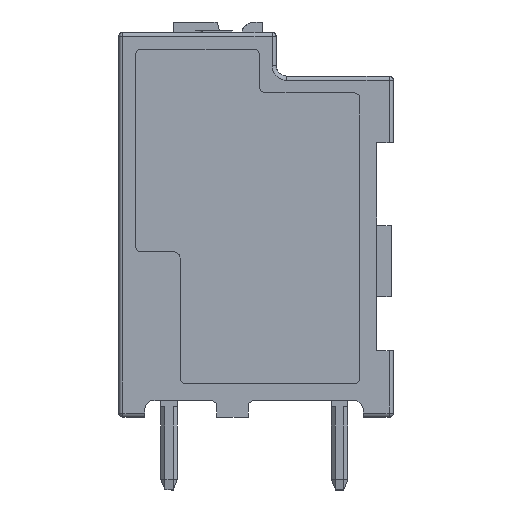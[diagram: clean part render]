
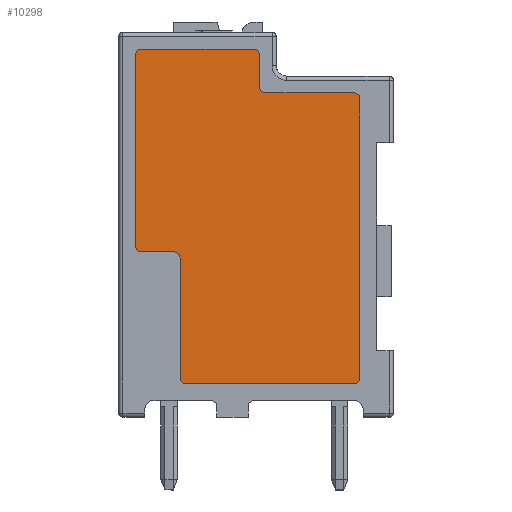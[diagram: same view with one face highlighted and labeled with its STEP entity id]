
A CAD part, left-side view. The second image highlights one B-rep face of the part: STEP entity #10298.
In plain terms, the highlighted planar face has unit normal (-1, 0, 0).
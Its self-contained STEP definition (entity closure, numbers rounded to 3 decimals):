
#86=AXIS2_PLACEMENT_3D('Circle Axis2P3D',#84,#85,$) ;
#191=AXIS2_PLACEMENT_3D('Circle Axis2P3D',#189,#190,$) ;
#273=AXIS2_PLACEMENT_3D('Circle Axis2P3D',#271,#272,$) ;
#10090=AXIS2_PLACEMENT_3D('Circle Axis2P3D',#10088,#10089,$) ;
#10140=AXIS2_PLACEMENT_3D('Circle Axis2P3D',#10138,#10139,$) ;
#10208=AXIS2_PLACEMENT_3D('Circle Axis2P3D',#10206,#10207,$) ;
#10226=AXIS2_PLACEMENT_3D('Circle Axis2P3D',#10224,#10225,$) ;
#10264=AXIS2_PLACEMENT_3D('Circle Axis2P3D',#10262,#10263,$) ;
#10278=AXIS2_PLACEMENT_3D('Plane Axis2P3D',#10275,#10276,#10277) ;
#40=CARTESIAN_POINT('Vertex',(0.8,12.4,11.75)) ;
#45=CARTESIAN_POINT('Line Origine',(0.8,12.4,16.325)) ;
#49=CARTESIAN_POINT('Vertex',(0.8,12.4,20.9)) ;
#84=CARTESIAN_POINT('Axis2P3D Location',(0.8,12.1,11.75)) ;
#88=CARTESIAN_POINT('Vertex',(0.8,12.1,11.45)) ;
#116=CARTESIAN_POINT('Line Origine',(0.8,11.325,11.45)) ;
#120=CARTESIAN_POINT('Vertex',(0.8,10.55,11.45)) ;
#148=CARTESIAN_POINT('Line Origine',(0.8,10.25,8.275)) ;
#152=CARTESIAN_POINT('Vertex',(0.8,10.25,11.15)) ;
#154=CARTESIAN_POINT('Vertex',(0.8,10.25,5.4)) ;
#189=CARTESIAN_POINT('Axis2P3D Location',(0.8,9.95,5.4)) ;
#193=CARTESIAN_POINT('Vertex',(0.8,9.95,5.1)) ;
#227=CARTESIAN_POINT('Vertex',(0.8,1.6,5.4)) ;
#241=CARTESIAN_POINT('Vertex',(0.8,1.6,18.8)) ;
#244=CARTESIAN_POINT('Line Origine',(0.8,1.6,12.1)) ;
#268=CARTESIAN_POINT('Vertex',(0.8,6.43,19.4)) ;
#271=CARTESIAN_POINT('Axis2P3D Location',(0.8,6.13,19.4)) ;
#275=CARTESIAN_POINT('Vertex',(0.8,6.13,19.1)) ;
#10088=CARTESIAN_POINT('Axis2P3D Location',(0.8,12.1,20.9)) ;
#10092=CARTESIAN_POINT('Vertex',(0.8,12.1,21.2)) ;
#10113=CARTESIAN_POINT('Line Origine',(0.8,9.415,21.2)) ;
#10117=CARTESIAN_POINT('Vertex',(0.8,6.73,21.2)) ;
#10138=CARTESIAN_POINT('Axis2P3D Location',(0.8,6.73,20.9)) ;
#10142=CARTESIAN_POINT('Vertex',(0.8,6.43,20.9)) ;
#10163=CARTESIAN_POINT('Line Origine',(0.8,6.43,20.15)) ;
#10181=CARTESIAN_POINT('Line Origine',(0.8,4.015,19.1)) ;
#10185=CARTESIAN_POINT('Vertex',(0.8,1.9,19.1)) ;
#10206=CARTESIAN_POINT('Axis2P3D Location',(0.8,1.9,18.8)) ;
#10224=CARTESIAN_POINT('Axis2P3D Location',(0.8,1.9,5.4)) ;
#10228=CARTESIAN_POINT('Vertex',(0.8,1.9,5.1)) ;
#10244=CARTESIAN_POINT('Line Origine',(0.8,5.925,5.1)) ;
#10262=CARTESIAN_POINT('Axis2P3D Location',(0.8,10.55,11.15)) ;
#10275=CARTESIAN_POINT('Axis2P3D Location',(0.8,21.33,-6.45)) ;
#46=DIRECTION('Vector Direction',(0.,0.,-1.)) ;
#85=DIRECTION('Axis2P3D Direction',(-1.,0.,0.)) ;
#117=DIRECTION('Vector Direction',(0.,-1.,0.)) ;
#149=DIRECTION('Vector Direction',(0.,0.,-1.)) ;
#190=DIRECTION('Axis2P3D Direction',(-1.,0.,0.)) ;
#245=DIRECTION('Vector Direction',(0.,0.,1.)) ;
#272=DIRECTION('Axis2P3D Direction',(1.,0.,0.)) ;
#10089=DIRECTION('Axis2P3D Direction',(1.,0.,0.)) ;
#10114=DIRECTION('Vector Direction',(0.,-1.,0.)) ;
#10139=DIRECTION('Axis2P3D Direction',(1.,0.,-0.)) ;
#10164=DIRECTION('Vector Direction',(0.,0.,-1.)) ;
#10182=DIRECTION('Vector Direction',(0.,-1.,0.)) ;
#10207=DIRECTION('Axis2P3D Direction',(1.,0.,-0.)) ;
#10225=DIRECTION('Axis2P3D Direction',(1.,0.,0.)) ;
#10245=DIRECTION('Vector Direction',(0.,1.,0.)) ;
#10263=DIRECTION('Axis2P3D Direction',(-1.,0.,0.)) ;
#10276=DIRECTION('Axis2P3D Direction',(-1.,0.,0.)) ;
#10277=DIRECTION('Axis2P3D XDirection',(0.,-1.,0.)) ;
#47=VECTOR('Line Direction',#46,1.) ;
#118=VECTOR('Line Direction',#117,1.) ;
#150=VECTOR('Line Direction',#149,1.) ;
#246=VECTOR('Line Direction',#245,1.) ;
#10115=VECTOR('Line Direction',#10114,1.) ;
#10165=VECTOR('Line Direction',#10164,1.) ;
#10183=VECTOR('Line Direction',#10182,1.) ;
#10246=VECTOR('Line Direction',#10245,1.) ;
#10281=ORIENTED_EDGE('',*,*,#51,.T.) ;
#10282=ORIENTED_EDGE('',*,*,#90,.T.) ;
#10283=ORIENTED_EDGE('',*,*,#122,.T.) ;
#10284=ORIENTED_EDGE('',*,*,#10266,.F.) ;
#10285=ORIENTED_EDGE('',*,*,#156,.T.) ;
#10286=ORIENTED_EDGE('',*,*,#195,.T.) ;
#10287=ORIENTED_EDGE('',*,*,#10248,.F.) ;
#10288=ORIENTED_EDGE('',*,*,#10230,.F.) ;
#10289=ORIENTED_EDGE('',*,*,#248,.T.) ;
#10290=ORIENTED_EDGE('',*,*,#10210,.F.) ;
#10291=ORIENTED_EDGE('',*,*,#10187,.F.) ;
#10292=ORIENTED_EDGE('',*,*,#277,.T.) ;
#10293=ORIENTED_EDGE('',*,*,#10167,.F.) ;
#10294=ORIENTED_EDGE('',*,*,#10144,.F.) ;
#10295=ORIENTED_EDGE('',*,*,#10119,.F.) ;
#10296=ORIENTED_EDGE('',*,*,#10094,.F.) ;
#10298=ADVANCED_FACE('model',(#10297),#10279,.T.) ;
#87=CIRCLE('generated circle',#86,0.3) ;
#192=CIRCLE('generated circle',#191,0.3) ;
#274=CIRCLE('generated circle',#273,0.3) ;
#10091=CIRCLE('generated circle',#10090,0.3) ;
#10141=CIRCLE('generated circle',#10140,0.3) ;
#10209=CIRCLE('generated circle',#10208,0.3) ;
#10227=CIRCLE('generated circle',#10226,0.3) ;
#10265=CIRCLE('generated circle',#10264,0.3) ;
#51=EDGE_CURVE('',#50,#41,#48,.T.) ;
#90=EDGE_CURVE('',#41,#89,#87,.T.) ;
#122=EDGE_CURVE('',#89,#121,#119,.T.) ;
#156=EDGE_CURVE('',#153,#155,#151,.T.) ;
#195=EDGE_CURVE('',#155,#194,#192,.T.) ;
#248=EDGE_CURVE('',#228,#242,#247,.T.) ;
#277=EDGE_CURVE('',#276,#269,#274,.T.) ;
#10094=EDGE_CURVE('',#50,#10093,#10091,.T.) ;
#10119=EDGE_CURVE('',#10093,#10118,#10116,.T.) ;
#10144=EDGE_CURVE('',#10118,#10143,#10141,.T.) ;
#10167=EDGE_CURVE('',#10143,#269,#10166,.T.) ;
#10187=EDGE_CURVE('',#276,#10186,#10184,.T.) ;
#10210=EDGE_CURVE('',#10186,#242,#10209,.T.) ;
#10230=EDGE_CURVE('',#228,#10229,#10227,.T.) ;
#10248=EDGE_CURVE('',#10229,#194,#10247,.T.) ;
#10266=EDGE_CURVE('',#153,#121,#10265,.T.) ;
#10280=EDGE_LOOP('',(#10281,#10282,#10283,#10284,#10285,#10286,#10287,#10288,#10289,#10290,#10291,#10292,#10293,#10294,#10295,#10296)) ;
#10297=FACE_OUTER_BOUND('',#10280,.T.) ;
#48=LINE('Line',#45,#47) ;
#119=LINE('Line',#116,#118) ;
#151=LINE('Line',#148,#150) ;
#247=LINE('Line',#244,#246) ;
#10116=LINE('Line',#10113,#10115) ;
#10166=LINE('Line',#10163,#10165) ;
#10184=LINE('Line',#10181,#10183) ;
#10247=LINE('Line',#10244,#10246) ;
#10279=PLANE('',#10278) ;
#41=VERTEX_POINT('',#40) ;
#50=VERTEX_POINT('',#49) ;
#89=VERTEX_POINT('',#88) ;
#121=VERTEX_POINT('',#120) ;
#153=VERTEX_POINT('',#152) ;
#155=VERTEX_POINT('',#154) ;
#194=VERTEX_POINT('',#193) ;
#228=VERTEX_POINT('',#227) ;
#242=VERTEX_POINT('',#241) ;
#269=VERTEX_POINT('',#268) ;
#276=VERTEX_POINT('',#275) ;
#10093=VERTEX_POINT('',#10092) ;
#10118=VERTEX_POINT('',#10117) ;
#10143=VERTEX_POINT('',#10142) ;
#10186=VERTEX_POINT('',#10185) ;
#10229=VERTEX_POINT('',#10228) ;
